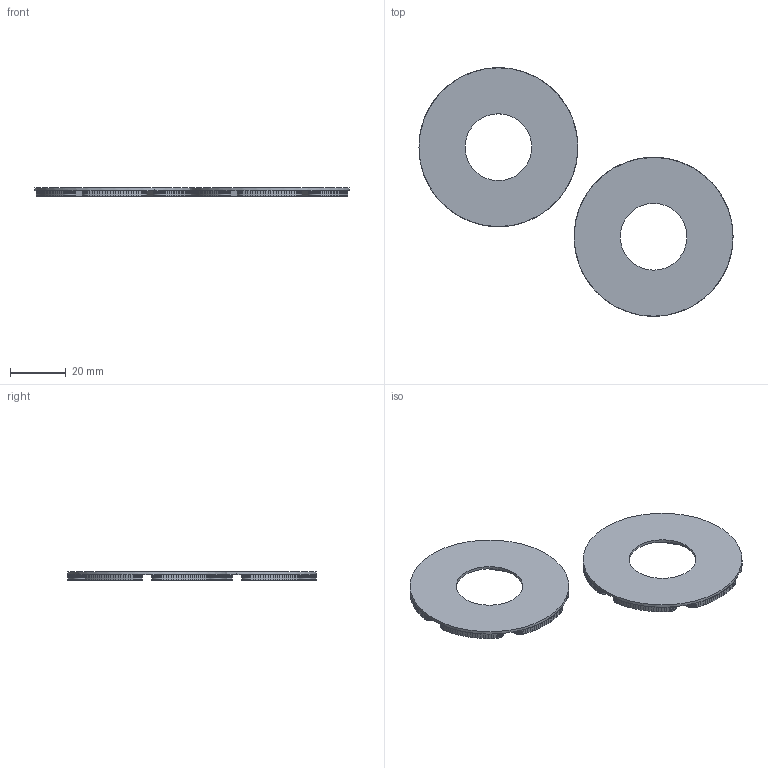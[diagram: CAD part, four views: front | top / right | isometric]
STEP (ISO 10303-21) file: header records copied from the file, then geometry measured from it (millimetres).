
FILE_DESCRIPTION (( 'STEP AP203' ), '1' );
FILE_NAME ('Grill_fan_grill_x2.STEP', '2023-12-01T00:54:17', ( 'user' ), ( '' ), 'SwSTEP 2.0', 'SolidWorks 2023', '' );
FILE_SCHEMA (( 'CONFIG_CONTROL_DESIGN' ));
Length unit declared in the file: millimetre
Products named in the file (1): Grill_fan_grill_x2
Bounding box: 112.86 x 89.29 x 3 mm (x, y, z)
Volume: 10501.1 mm3; surface area: 10413.8 mm2
Topology: 2 solids, 2 shells, 1200 faces, 3346 edges, 2150 vertices
Faces by surface type: plane 1192, cylinder 8
Entity records: 37695 total; most frequent: CARTESIAN_POINT 6727, ORIENTED_EDGE 6692, DIRECTION 6006, EDGE_CURVE 3346, LINE 3068, VECTOR 3068, VERTEX_POINT 2150, AXIS2_PLACEMENT_3D 1469
